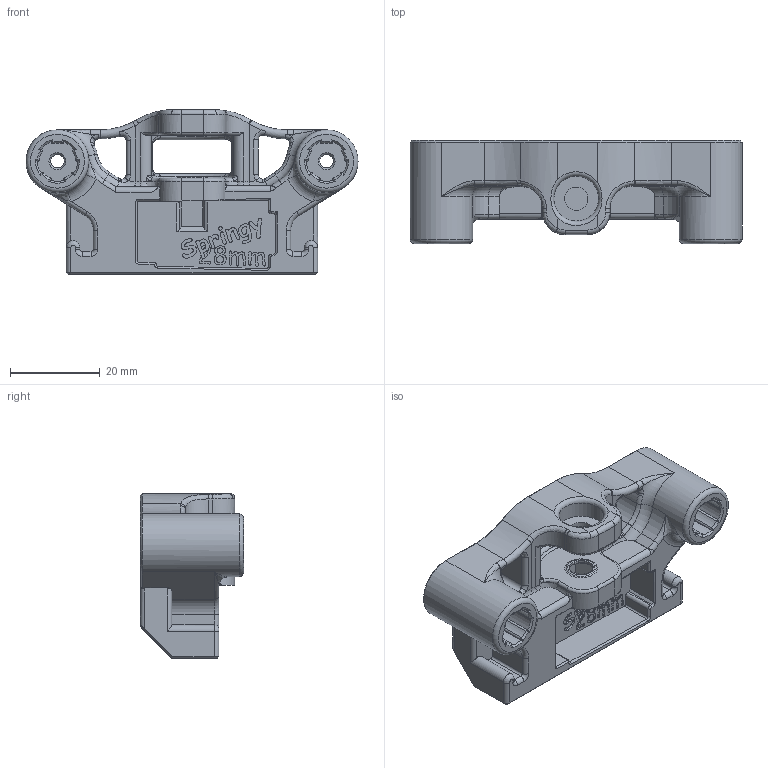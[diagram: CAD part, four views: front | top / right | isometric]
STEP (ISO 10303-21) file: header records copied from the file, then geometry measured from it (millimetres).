
FILE_DESCRIPTION(/* description */ (''),/* implementation_level */ '2;1');
FILE_NAME(/* name */ 'Linear Axis Idler Block Default M5.step',/* time_stamp */ '2024-09-13T20:05:02-04:00',/* author */ (''),/* organization */ (''),/* preprocessor_version */ 'ST-DEVELOPER v20',/* originating_system */ 'Autodesk Translation Framework v13.14.0.145',/* authorisation */ '');
FILE_SCHEMA (('AUTOMOTIVE_DESIGN { 1 0 10303 214 3 1 1 }','TECHNICAL_DATA_PACKAGING'));
Products named in the file (1): Linear Axis Idler Block Default M5
Bounding box: 74 x 23 x 36.7 mm (x, y, z)
Volume: 23707.9 mm3; surface area: 11451.4 mm2
Topology: 1 solids, 1 shells, 1118 faces, 2954 edges, 1840 vertices
Faces by surface type: bspline 542, plane 318, cylinder 142, cone 59, torus 57
Full cylindrical faces by diameter (mm): 3 x2, 5.2 x2, 6 x1, 10 x1, 14 x2
Entity records: 46944 total; most frequent: CARTESIAN_POINT 23142, ORIENTED_EDGE 5854, DIRECTION 3353, EDGE_CURVE 2927, VERTEX_POINT 1840, LINE 1271, VECTOR 1271, B_SPLINE_CURVE_WITH_KNOTS 1192
